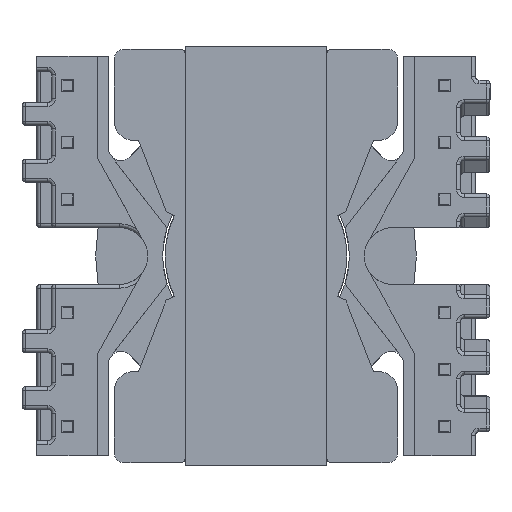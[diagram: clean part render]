
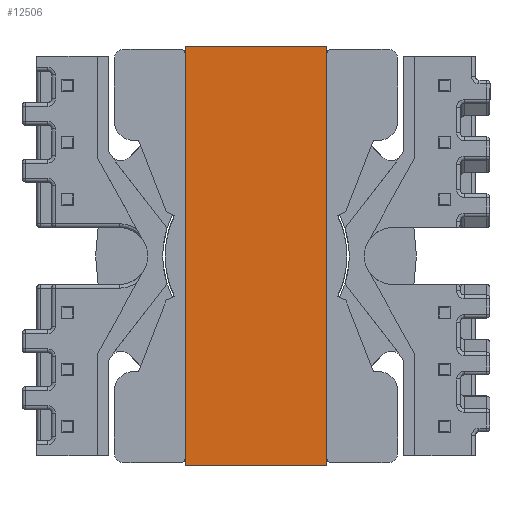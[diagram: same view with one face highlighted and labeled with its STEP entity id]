
A CAD part, front view. The second image highlights one B-rep face of the part: STEP entity #12506.
In plain terms, the highlighted face is planar.
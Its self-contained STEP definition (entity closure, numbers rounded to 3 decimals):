
#465 = DIRECTION ( 'NONE',  ( 0., 1., 0. ) ) ;
#613 = VECTOR ( 'NONE', #9363, 1000. ) ;
#638 = VECTOR ( 'NONE', #15977, 1000. ) ;
#2066 = VERTEX_POINT ( 'NONE', #19882 ) ;
#3255 = EDGE_LOOP ( 'NONE', ( #4891, #19558, #6814, #13890 ) ) ;
#3536 = CARTESIAN_POINT ( 'NONE',  ( 24.9, 0.16, -9.5 ) ) ;
#4366 = EDGE_CURVE ( 'NONE', #9354, #19414, #13611, .T. ) ;
#4772 = LINE ( 'NONE', #6165, #613 ) ;
#4891 = ORIENTED_EDGE ( 'NONE', *, *, #16940, .F. ) ;
#6165 = CARTESIAN_POINT ( 'NONE',  ( 24.9, -27.88, -9.5 ) ) ;
#6208 = VERTEX_POINT ( 'NONE', #10769 ) ;
#6814 = ORIENTED_EDGE ( 'NONE', *, *, #4366, .T. ) ;
#7430 = DIRECTION ( 'NONE',  ( 0., 1., 0. ) ) ;
#9354 = VERTEX_POINT ( 'NONE', #12411 ) ;
#9363 = DIRECTION ( 'NONE',  ( 0., 0., 1. ) ) ;
#9730 = EDGE_CURVE ( 'NONE', #9354, #6208, #4772, .T. ) ;
#9801 = EDGE_CURVE ( 'NONE', #19414, #2066, #16742, .T. ) ;
#10478 = CARTESIAN_POINT ( 'NONE',  ( 24.9, 0.16, -9.5 ) ) ;
#10769 = CARTESIAN_POINT ( 'NONE',  ( 24.9, -27.88, 0. ) ) ;
#11990 = CARTESIAN_POINT ( 'NONE',  ( 24.9, 0.16, 0. ) ) ;
#12411 = CARTESIAN_POINT ( 'NONE',  ( 24.9, -27.88, -9.5 ) ) ;
#12506 = ADVANCED_FACE ( 'NONE', ( #15181 ), #15898, .T. ) ;
#12975 = CARTESIAN_POINT ( 'NONE',  ( 24.9, 0.16, -9.5 ) ) ;
#13148 = CARTESIAN_POINT ( 'NONE',  ( 24.9, 0.16, -9.5 ) ) ;
#13611 = LINE ( 'NONE', #13148, #17277 ) ;
#13890 = ORIENTED_EDGE ( 'NONE', *, *, #9801, .T. ) ;
#14054 = LINE ( 'NONE', #11990, #14543 ) ;
#14543 = VECTOR ( 'NONE', #7430, 1000. ) ;
#14560 = AXIS2_PLACEMENT_3D ( 'NONE', #3536, #19298, #14601 ) ;
#14601 = DIRECTION ( 'NONE',  ( 0., 1., 0. ) ) ;
#15181 = FACE_OUTER_BOUND ( 'NONE', #3255, .T. ) ;
#15898 = PLANE ( 'NONE',  #14560 ) ;
#15977 = DIRECTION ( 'NONE',  ( 0., 0., 1. ) ) ;
#16742 = LINE ( 'NONE', #12975, #638 ) ;
#16940 = EDGE_CURVE ( 'NONE', #6208, #2066, #14054, .T. ) ;
#17277 = VECTOR ( 'NONE', #465, 1000. ) ;
#19298 = DIRECTION ( 'NONE',  ( 1., 0., 0. ) ) ;
#19414 = VERTEX_POINT ( 'NONE', #10478 ) ;
#19558 = ORIENTED_EDGE ( 'NONE', *, *, #9730, .F. ) ;
#19882 = CARTESIAN_POINT ( 'NONE',  ( 24.9, 0.16, 0. ) ) ;
